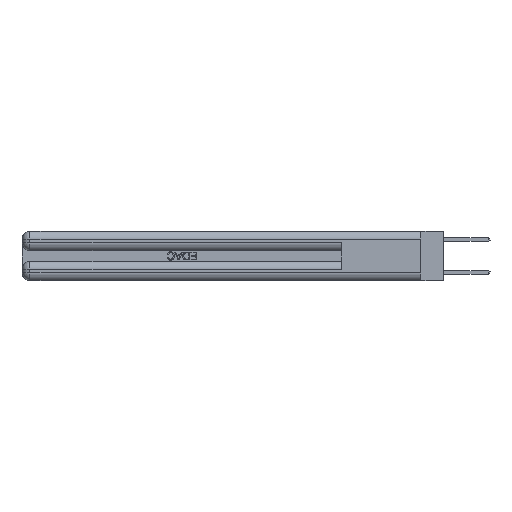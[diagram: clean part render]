
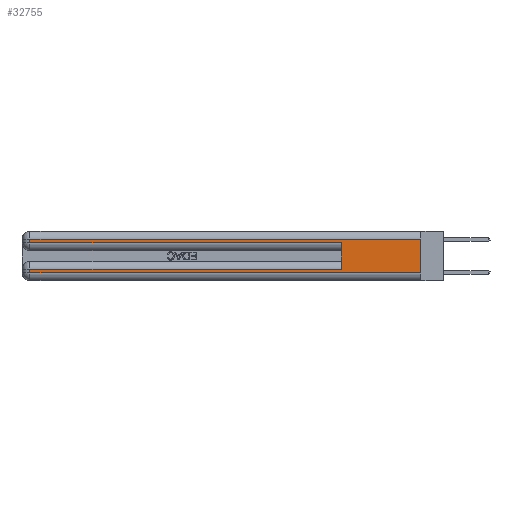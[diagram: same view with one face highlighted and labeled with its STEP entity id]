
A CAD part, left-side view. The second image highlights one B-rep face of the part: STEP entity #32755.
In plain terms, the highlighted planar face has unit normal (-1, 0, 0).
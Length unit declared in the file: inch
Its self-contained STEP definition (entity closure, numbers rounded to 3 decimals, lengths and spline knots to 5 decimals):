
#924 = DIRECTION ( 'NONE',  ( 0., 0., -1. ) ) ;
#1481 = DIRECTION ( 'NONE',  ( 0., 0., 1. ) ) ;
#2486 = VERTEX_POINT ( 'NONE', #11446 ) ;
#2679 = FACE_OUTER_BOUND ( 'NONE', #18111, .T. ) ;
#2917 = LINE ( 'NONE', #23728, #12667 ) ;
#3106 = ORIENTED_EDGE ( 'NONE', *, *, #14041, .T. ) ;
#4552 = CARTESIAN_POINT ( 'NONE',  ( 0., 0., 0.31 ) ) ;
#5007 = AXIS2_PLACEMENT_3D ( 'NONE', #26638, #25652, #30661 ) ;
#5470 = VERTEX_POINT ( 'NONE', #14225 ) ;
#6299 = CARTESIAN_POINT ( 'NONE',  ( 0., 2.94, 0.37 ) ) ;
#7348 = ORIENTED_EDGE ( 'NONE', *, *, #17467, .T. ) ;
#7802 = VECTOR ( 'NONE', #924, 39.37008 ) ;
#9293 = EDGE_CURVE ( 'NONE', #5470, #2486, #26449, .T. ) ;
#11309 = VERTEX_POINT ( 'NONE', #30770 ) ;
#11446 = CARTESIAN_POINT ( 'NONE',  ( 0., 2.94, 0.085 ) ) ;
#12667 = VECTOR ( 'NONE', #26513, 39.37008 ) ;
#12762 = DIRECTION ( 'NONE',  ( 0., -1., 0. ) ) ;
#13044 = VECTOR ( 'NONE', #20585, 39.37008 ) ;
#13151 = VERTEX_POINT ( 'NONE', #16332 ) ;
#13759 = CARTESIAN_POINT ( 'NONE',  ( 0., 2.94, 0.37 ) ) ;
#14041 = EDGE_CURVE ( 'NONE', #13151, #30613, #23840, .T. ) ;
#14225 = CARTESIAN_POINT ( 'NONE',  ( 0., 0.6, 0.085 ) ) ;
#14658 = CARTESIAN_POINT ( 'NONE',  ( 0., 0.6, 0.145 ) ) ;
#14926 = VECTOR ( 'NONE', #24360, 39.37008 ) ;
#14946 = CARTESIAN_POINT ( 'NONE',  ( 0., 0., 0.37 ) ) ;
#15007 = ORIENTED_EDGE ( 'NONE', *, *, #28543, .T. ) ;
#15291 = CARTESIAN_POINT ( 'NONE',  ( 0., 0., 0.285 ) ) ;
#16297 = EDGE_CURVE ( 'NONE', #21369, #20640, #20338, .T. ) ;
#16332 = CARTESIAN_POINT ( 'NONE',  ( 0., 2.94, 0.31 ) ) ;
#16659 = ORIENTED_EDGE ( 'NONE', *, *, #27990, .T. ) ;
#17206 = VECTOR ( 'NONE', #1481, 39.37008 ) ;
#17277 = LINE ( 'NONE', #14658, #17206 ) ;
#17467 = EDGE_CURVE ( 'NONE', #2486, #11309, #24684, .T. ) ;
#17519 = ORIENTED_EDGE ( 'NONE', *, *, #16297, .F. ) ;
#18111 = EDGE_LOOP ( 'NONE', ( #17519, #15007, #3106, #16659, #33121, #27989, #7348, #26184 ) ) ;
#20338 = LINE ( 'NONE', #14946, #29330 ) ;
#20585 = DIRECTION ( 'NONE',  ( 0., 1., 0. ) ) ;
#20640 = VERTEX_POINT ( 'NONE', #23225 ) ;
#20991 = CARTESIAN_POINT ( 'NONE',  ( 0., 0.6, 0.285 ) ) ;
#21369 = VERTEX_POINT ( 'NONE', #4552 ) ;
#23046 = PLANE ( 'NONE',  #5007 ) ;
#23225 = CARTESIAN_POINT ( 'NONE',  ( 0., 0., 0.06 ) ) ;
#23270 = DIRECTION ( 'NONE',  ( 0., -1., 0. ) ) ;
#23668 = CARTESIAN_POINT ( 'NONE',  ( 0., 0., 0.06 ) ) ;
#23728 = CARTESIAN_POINT ( 'NONE',  ( 0., 0., 0.31 ) ) ;
#23840 = LINE ( 'NONE', #13759, #14926 ) ;
#24360 = DIRECTION ( 'NONE',  ( 0., 0., -1. ) ) ;
#24684 = LINE ( 'NONE', #6299, #7802 ) ;
#25026 = VERTEX_POINT ( 'NONE', #20991 ) ;
#25248 = CARTESIAN_POINT ( 'NONE',  ( 0., 2.94, 0.285 ) ) ;
#25652 = DIRECTION ( 'NONE',  ( 1., 0., 0. ) ) ;
#25935 = LINE ( 'NONE', #23668, #26561 ) ;
#26184 = ORIENTED_EDGE ( 'NONE', *, *, #31303, .T. ) ;
#26449 = LINE ( 'NONE', #31458, #13044 ) ;
#26513 = DIRECTION ( 'NONE',  ( 0., 1., 0. ) ) ;
#26561 = VECTOR ( 'NONE', #12762, 39.37008 ) ;
#26638 = CARTESIAN_POINT ( 'NONE',  ( 0., 0., 0.37 ) ) ;
#27989 = ORIENTED_EDGE ( 'NONE', *, *, #9293, .T. ) ;
#27990 = EDGE_CURVE ( 'NONE', #30613, #25026, #30880, .T. ) ;
#28543 = EDGE_CURVE ( 'NONE', #21369, #13151, #2917, .T. ) ;
#29247 = VECTOR ( 'NONE', #23270, 39.37008 ) ;
#29330 = VECTOR ( 'NONE', #30559, 39.37008 ) ;
#30559 = DIRECTION ( 'NONE',  ( 0., 0., -1. ) ) ;
#30613 = VERTEX_POINT ( 'NONE', #25248 ) ;
#30642 = EDGE_CURVE ( 'NONE', #5470, #25026, #17277, .T. ) ;
#30661 = DIRECTION ( 'NONE',  ( 0., 0., -1. ) ) ;
#30770 = CARTESIAN_POINT ( 'NONE',  ( 0., 2.94, 0.06 ) ) ;
#30880 = LINE ( 'NONE', #15291, #29247 ) ;
#31303 = EDGE_CURVE ( 'NONE', #11309, #20640, #25935, .T. ) ;
#31458 = CARTESIAN_POINT ( 'NONE',  ( 0., 0., 0.085 ) ) ;
#32755 = ADVANCED_FACE ( 'NONE', ( #2679 ), #23046, .F. ) ;
#33121 = ORIENTED_EDGE ( 'NONE', *, *, #30642, .F. ) ;
